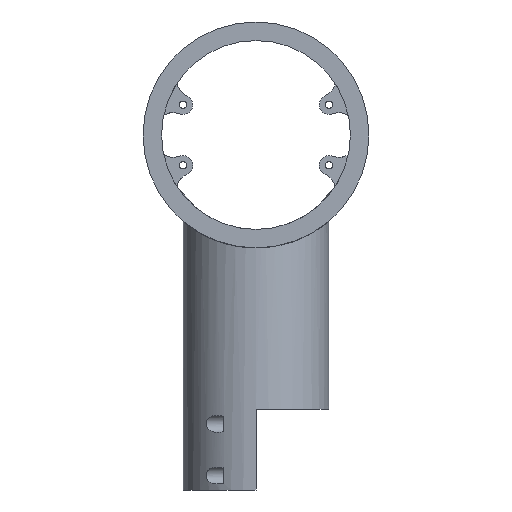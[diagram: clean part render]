
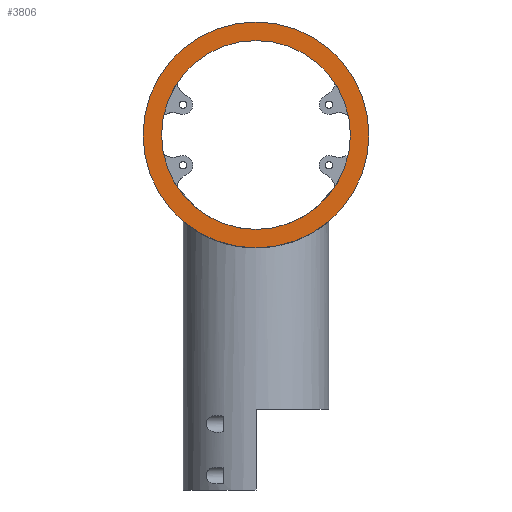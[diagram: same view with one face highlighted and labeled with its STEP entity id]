
A CAD part, front view. The second image highlights one B-rep face of the part: STEP entity #3806.
In plain terms, the highlighted planar face has unit normal (0, -1, 0).
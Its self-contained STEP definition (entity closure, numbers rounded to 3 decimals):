
#39 = ORIENTED_EDGE ( 'NONE', *, *, #1694, .F. ) ;
#138 = FACE_OUTER_BOUND ( 'NONE', #278, .T. ) ;
#278 = EDGE_LOOP ( 'NONE', ( #2963, #39 ) ) ;
#315 = EDGE_CURVE ( 'NONE', #993, #1268, #4568, .T. ) ;
#776 = AXIS2_PLACEMENT_3D ( 'NONE', #1513, #4616, #3414 ) ;
#826 = CARTESIAN_POINT ( 'NONE',  ( 0., 0., 70. ) ) ;
#879 = VERTEX_POINT ( 'NONE', #826 ) ;
#910 = DIRECTION ( 'NONE',  ( 0., 0., 1. ) ) ;
#945 = FACE_BOUND ( 'NONE', #1421, .T. ) ;
#988 = ORIENTED_EDGE ( 'NONE', *, *, #315, .T. ) ;
#993 = VERTEX_POINT ( 'NONE', #2890 ) ;
#1221 = CIRCLE ( 'NONE', #2781, 58.5 ) ;
#1268 = VERTEX_POINT ( 'NONE', #4480 ) ;
#1421 = EDGE_LOOP ( 'NONE', ( #5110, #988 ) ) ;
#1503 = CARTESIAN_POINT ( 'NONE',  ( 0., 0., -70. ) ) ;
#1513 = CARTESIAN_POINT ( 'NONE',  ( 0., 0., 0. ) ) ;
#1694 = EDGE_CURVE ( 'NONE', #879, #3367, #2825, .T. ) ;
#1896 = CARTESIAN_POINT ( 'NONE',  ( 0., 0., 0. ) ) ;
#2214 = AXIS2_PLACEMENT_3D ( 'NONE', #1896, #4301, #2629 ) ;
#2227 = DIRECTION ( 'NONE',  ( 0., 1., 0. ) ) ;
#2252 = CARTESIAN_POINT ( 'NONE',  ( 0., 0., 0. ) ) ;
#2509 = PLANE ( 'NONE',  #2624 ) ;
#2624 = AXIS2_PLACEMENT_3D ( 'NONE', #2252, #2227, #3359 ) ;
#2629 = DIRECTION ( 'NONE',  ( 0., 0., 1. ) ) ;
#2781 = AXIS2_PLACEMENT_3D ( 'NONE', #3637, #2854, #910 ) ;
#2825 = CIRCLE ( 'NONE', #3083, 70. ) ;
#2854 = DIRECTION ( 'NONE',  ( 0., 1., 0. ) ) ;
#2890 = CARTESIAN_POINT ( 'NONE',  ( 0., 0., 58.5 ) ) ;
#2963 = ORIENTED_EDGE ( 'NONE', *, *, #3333, .F. ) ;
#3060 = DIRECTION ( 'NONE',  ( 0., 1., 0. ) ) ;
#3083 = AXIS2_PLACEMENT_3D ( 'NONE', #4240, #3060, #3841 ) ;
#3333 = EDGE_CURVE ( 'NONE', #3367, #879, #4290, .T. ) ;
#3359 = DIRECTION ( 'NONE',  ( 0., 0., 1. ) ) ;
#3367 = VERTEX_POINT ( 'NONE', #1503 ) ;
#3414 = DIRECTION ( 'NONE',  ( 0., 0., 1. ) ) ;
#3637 = CARTESIAN_POINT ( 'NONE',  ( 0., 0., 0. ) ) ;
#3806 = ADVANCED_FACE ( 'NONE', ( #138, #945 ), #2509, .F. ) ;
#3841 = DIRECTION ( 'NONE',  ( 0., 0., 1. ) ) ;
#4205 = EDGE_CURVE ( 'NONE', #1268, #993, #1221, .T. ) ;
#4240 = CARTESIAN_POINT ( 'NONE',  ( 0., 0., 0. ) ) ;
#4290 = CIRCLE ( 'NONE', #2214, 70. ) ;
#4301 = DIRECTION ( 'NONE',  ( 0., 1., 0. ) ) ;
#4480 = CARTESIAN_POINT ( 'NONE',  ( 0., 0., -58.5 ) ) ;
#4568 = CIRCLE ( 'NONE', #776, 58.5 ) ;
#4616 = DIRECTION ( 'NONE',  ( 0., 1., 0. ) ) ;
#5110 = ORIENTED_EDGE ( 'NONE', *, *, #4205, .T. ) ;
